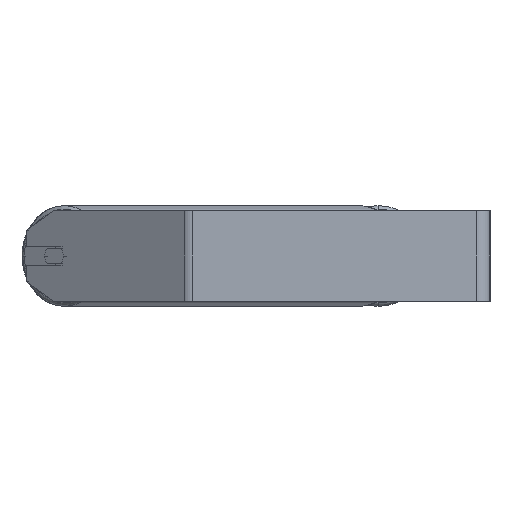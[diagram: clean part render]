
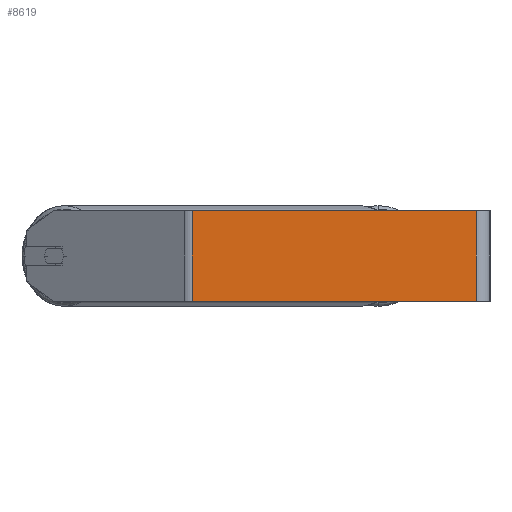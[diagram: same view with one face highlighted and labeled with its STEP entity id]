
A CAD part, left-side view. The second image highlights one B-rep face of the part: STEP entity #8619.
In plain terms, the highlighted planar face has unit normal (-1, 0, 0).
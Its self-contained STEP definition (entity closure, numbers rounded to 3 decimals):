
#27 = VERTEX_POINT ( 'NONE', #4876 ) ;
#458 = FACE_OUTER_BOUND ( 'NONE', #2208, .T. ) ;
#559 = VERTEX_POINT ( 'NONE', #8275 ) ;
#915 = VECTOR ( 'NONE', #4565, 1000. ) ;
#1109 = ORIENTED_EDGE ( 'NONE', *, *, #8671, .F. ) ;
#1253 = CARTESIAN_POINT ( 'NONE',  ( -745., 266.872, 40. ) ) ;
#1499 = LINE ( 'NONE', #8080, #6356 ) ;
#1593 = DIRECTION ( 'NONE',  ( 0., -1., 0. ) ) ;
#1843 = EDGE_CURVE ( 'NONE', #8369, #559, #4951, .T. ) ;
#2137 = CARTESIAN_POINT ( 'NONE',  ( -745., 263.088, 40. ) ) ;
#2186 = AXIS2_PLACEMENT_3D ( 'NONE', #1253, #5239, #3187 ) ;
#2208 = EDGE_LOOP ( 'NONE', ( #4815, #1109, #7917, #4677 ) ) ;
#3149 = PLANE ( 'NONE',  #2186 ) ;
#3187 = DIRECTION ( 'NONE',  ( 0., 0., -1. ) ) ;
#3233 = EDGE_CURVE ( 'NONE', #6179, #8369, #1499, .T. ) ;
#3294 = LINE ( 'NONE', #7989, #7924 ) ;
#3381 = CARTESIAN_POINT ( 'NONE',  ( -745., 263.088, -40. ) ) ;
#4389 = EDGE_CURVE ( 'NONE', #6179, #27, #3294, .T. ) ;
#4565 = DIRECTION ( 'NONE',  ( 0., 0., -1. ) ) ;
#4677 = ORIENTED_EDGE ( 'NONE', *, *, #3233, .T. ) ;
#4815 = ORIENTED_EDGE ( 'NONE', *, *, #1843, .T. ) ;
#4876 = CARTESIAN_POINT ( 'NONE',  ( -745., 12., 40. ) ) ;
#4951 = LINE ( 'NONE', #7653, #6054 ) ;
#5239 = DIRECTION ( 'NONE',  ( 1., 0., 0. ) ) ;
#6054 = VECTOR ( 'NONE', #1593, 1000. ) ;
#6087 = DIRECTION ( 'NONE',  ( 0., -1., 0. ) ) ;
#6179 = VERTEX_POINT ( 'NONE', #2137 ) ;
#6356 = VECTOR ( 'NONE', #7561, 1000. ) ;
#7561 = DIRECTION ( 'NONE',  ( 0., 0., -1. ) ) ;
#7653 = CARTESIAN_POINT ( 'NONE',  ( -745., 266.872, -40. ) ) ;
#7883 = LINE ( 'NONE', #7929, #915 ) ;
#7917 = ORIENTED_EDGE ( 'NONE', *, *, #4389, .F. ) ;
#7924 = VECTOR ( 'NONE', #6087, 1000. ) ;
#7929 = CARTESIAN_POINT ( 'NONE',  ( -745., 12., 40. ) ) ;
#7989 = CARTESIAN_POINT ( 'NONE',  ( -745., 266.872, 40. ) ) ;
#8080 = CARTESIAN_POINT ( 'NONE',  ( -745., 263.088, 40. ) ) ;
#8275 = CARTESIAN_POINT ( 'NONE',  ( -745., 12., -40. ) ) ;
#8369 = VERTEX_POINT ( 'NONE', #3381 ) ;
#8619 = ADVANCED_FACE ( 'NONE', ( #458 ), #3149, .F. ) ;
#8671 = EDGE_CURVE ( 'NONE', #27, #559, #7883, .T. ) ;
